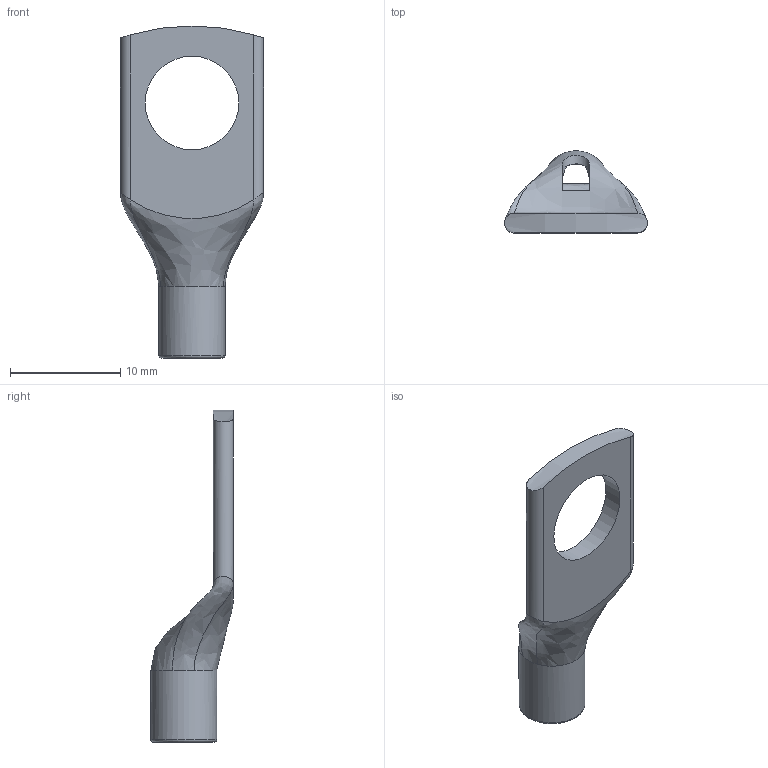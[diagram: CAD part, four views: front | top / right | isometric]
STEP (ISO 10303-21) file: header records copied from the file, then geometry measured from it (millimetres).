
FILE_DESCRIPTION((''),'2;1');
FILE_NAME('PK6-8.stp','2015-11-17T14:48:16',('jarkko.nevalainen'),(''),'Autodesk Inventor 2010','Autodesk Inventor 2010','');
FILE_SCHEMA(('AUTOMOTIVE_DESIGN { 1 0 10303 214 1 1 1 1 }'));
Length unit declared in the file: millimetre
Products named in the file (1): PK6-8
Bounding box: 13 x 7.5 x 30.18 mm (x, y, z)
Volume: 557.4 mm3; surface area: 864.5 mm2
Topology: 1 solids, 1 shells, 27 faces, 77 edges, 52 vertices
Faces by surface type: plane 10, cylinder 9, bspline 6, torus 1, cone 1
Full cylindrical faces by diameter (mm): 3.6 x1, 6 x1, 8.5 x1
Entity records: 1758 total; most frequent: CARTESIAN_POINT 1083, ORIENTED_EDGE 142, DIRECTION 117, EDGE_CURVE 71, VERTEX_POINT 51, AXIS2_PLACEMENT_3D 50, EDGE_LOOP 36, FACE_OUTER_BOUND 27
